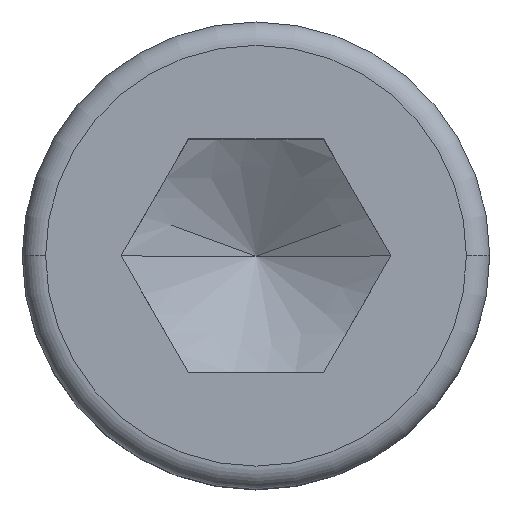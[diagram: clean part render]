
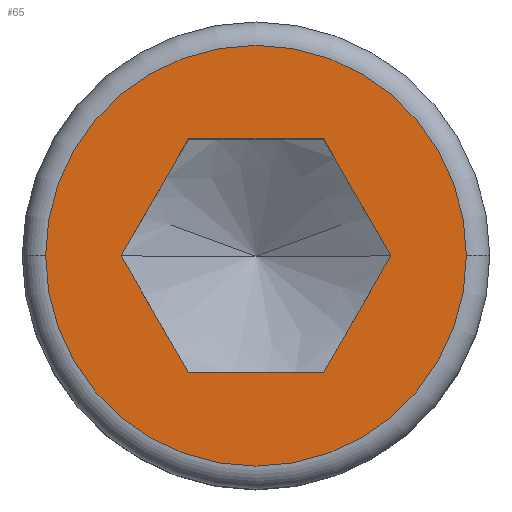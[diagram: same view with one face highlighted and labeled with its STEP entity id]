
A CAD part, top view. The second image highlights one B-rep face of the part: STEP entity #65.
In plain terms, the highlighted planar face has unit normal (0, 0, 1).
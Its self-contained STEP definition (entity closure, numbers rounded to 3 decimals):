
#1 = EDGE_CURVE ( 'E1', #448, #433, #59, .T. ) ;
#2 = AXIS2_PLACEMENT_3D ( 'NONE', #160, #306, #175 ) ;
#4 = EDGE_CURVE ( 'E1', #433, #448, #474, .T. ) ;
#18 = DIRECTION ( 'NONE',  ( -0.5, 0.866, 0. ) ) ;
#25 = DIRECTION ( 'NONE',  ( -1., 0., 0. ) ) ;
#35 = DIRECTION ( 'NONE',  ( -1., 0., 0. ) ) ;
#53 = VERTEX_POINT ( 'NONE', #224 ) ;
#59 = CIRCLE ( 'NONE', #345, 4.5 ) ;
#60 = CARTESIAN_POINT ( 'NONE',  ( 1.443, 2.5, 6. ) ) ;
#65 = ADVANCED_FACE ( 'E0', ( #297, #155 ), #529, .F. ) ;
#76 = CARTESIAN_POINT ( 'NONE',  ( 1.443, -2.5, 6. ) ) ;
#93 = VERTEX_POINT ( 'NONE', #301 ) ;
#95 = ORIENTED_EDGE ( 'NONE', *, *, #539, .T. ) ;
#98 = CARTESIAN_POINT ( 'NONE',  ( -4.5, 0., 6. ) ) ;
#101 = DIRECTION ( 'NONE',  ( 1., 0., 0. ) ) ;
#102 = VERTEX_POINT ( 'NONE', #519 ) ;
#104 = CARTESIAN_POINT ( 'NONE',  ( 2.887, 0., 6. ) ) ;
#105 = CARTESIAN_POINT ( 'NONE',  ( 0., 0., 6. ) ) ;
#137 = VECTOR ( 'NONE', #408, 1000. ) ;
#146 = VECTOR ( 'NONE', #205, 1000. ) ;
#149 = CARTESIAN_POINT ( 'NONE',  ( 4.5, 0., 6. ) ) ;
#150 = CARTESIAN_POINT ( 'NONE',  ( 1.443, -2.5, 6. ) ) ;
#152 = VECTOR ( 'NONE', #18, 1000. ) ;
#155 = FACE_BOUND ( 'NONE', #182, .T. ) ;
#160 = CARTESIAN_POINT ( 'NONE',  ( 0., 0., 6. ) ) ;
#167 = VERTEX_POINT ( 'NONE', #444 ) ;
#171 = ORIENTED_EDGE ( 'NONE', *, *, #1, .T. ) ;
#174 = CARTESIAN_POINT ( 'NONE',  ( -2.887, 0., 6. ) ) ;
#175 = DIRECTION ( 'NONE',  ( 1., 0., 0. ) ) ;
#182 = EDGE_LOOP ( 'NONE', ( #441, #235, #95, #314, #425, #241 ) ) ;
#184 = CARTESIAN_POINT ( 'NONE',  ( -2.887, 0., 6. ) ) ;
#205 = DIRECTION ( 'NONE',  ( -0.5, -0.866, 0. ) ) ;
#210 = CARTESIAN_POINT ( 'NONE',  ( -1.443, 2.5, 6. ) ) ;
#212 = LINE ( 'NONE', #525, #152 ) ;
#224 = CARTESIAN_POINT ( 'NONE',  ( -1.443, 2.5, 6. ) ) ;
#235 = ORIENTED_EDGE ( 'NONE', *, *, #477, .T. ) ;
#237 = EDGE_CURVE ( 'E36', #541, #53, #281, .T. ) ;
#240 = LINE ( 'NONE', #76, #248 ) ;
#241 = ORIENTED_EDGE ( 'NONE', *, *, #530, .T. ) ;
#248 = VECTOR ( 'NONE', #35, 1000. ) ;
#270 = LINE ( 'NONE', #104, #146 ) ;
#281 = LINE ( 'NONE', #184, #549 ) ;
#286 = LINE ( 'NONE', #60, #507 ) ;
#288 = DIRECTION ( 'NONE',  ( 0., 0., 1. ) ) ;
#294 = ORIENTED_EDGE ( 'NONE', *, *, #4, .T. ) ;
#296 = CARTESIAN_POINT ( 'NONE',  ( 0., 4.5, 6. ) ) ;
#297 = FACE_OUTER_BOUND ( 'NONE', #382, .T. ) ;
#301 = CARTESIAN_POINT ( 'NONE',  ( -1.443, -2.5, 6. ) ) ;
#306 = DIRECTION ( 'NONE',  ( 0., 0., 1. ) ) ;
#314 = ORIENTED_EDGE ( 'NONE', *, *, #585, .T. ) ;
#315 = DIRECTION ( 'NONE',  ( 0.5, 0.866, 0. ) ) ;
#345 = AXIS2_PLACEMENT_3D ( 'NONE', #105, #288, #101 ) ;
#379 = DIRECTION ( 'NONE',  ( 0., 0., -1. ) ) ;
#382 = EDGE_LOOP ( 'NONE', ( #171, #294 ) ) ;
#408 = DIRECTION ( 'NONE',  ( 1., 0., 0. ) ) ;
#425 = ORIENTED_EDGE ( 'NONE', *, *, #237, .T. ) ;
#433 = VERTEX_POINT ( 'NONE', #98 ) ;
#441 = ORIENTED_EDGE ( 'NONE', *, *, #536, .T. ) ;
#444 = CARTESIAN_POINT ( 'NONE',  ( 1.443, 2.5, 6. ) ) ;
#448 = VERTEX_POINT ( 'NONE', #149 ) ;
#474 = CIRCLE ( 'NONE', #2, 4.5 ) ;
#477 = EDGE_CURVE ( 'E15', #102, #520, #270, .T. ) ;
#489 = LINE ( 'NONE', #210, #137 ) ;
#507 = VECTOR ( 'NONE', #555, 1000. ) ;
#519 = CARTESIAN_POINT ( 'NONE',  ( 2.887, 0., 6. ) ) ;
#520 = VERTEX_POINT ( 'NONE', #150 ) ;
#525 = CARTESIAN_POINT ( 'NONE',  ( -1.443, -2.5, 6. ) ) ;
#529 = PLANE ( 'NONE',  #582 ) ;
#530 = EDGE_CURVE ( 'E43', #53, #167, #489, .T. ) ;
#536 = EDGE_CURVE ( 'E8', #167, #102, #286, .T. ) ;
#539 = EDGE_CURVE ( 'E22', #520, #93, #240, .T. ) ;
#541 = VERTEX_POINT ( 'NONE', #174 ) ;
#549 = VECTOR ( 'NONE', #315, 1000. ) ;
#555 = DIRECTION ( 'NONE',  ( 0.5, -0.866, 0. ) ) ;
#582 = AXIS2_PLACEMENT_3D ( 'NONE', #296, #379, #25 ) ;
#585 = EDGE_CURVE ( 'E29', #93, #541, #212, .T. ) ;
